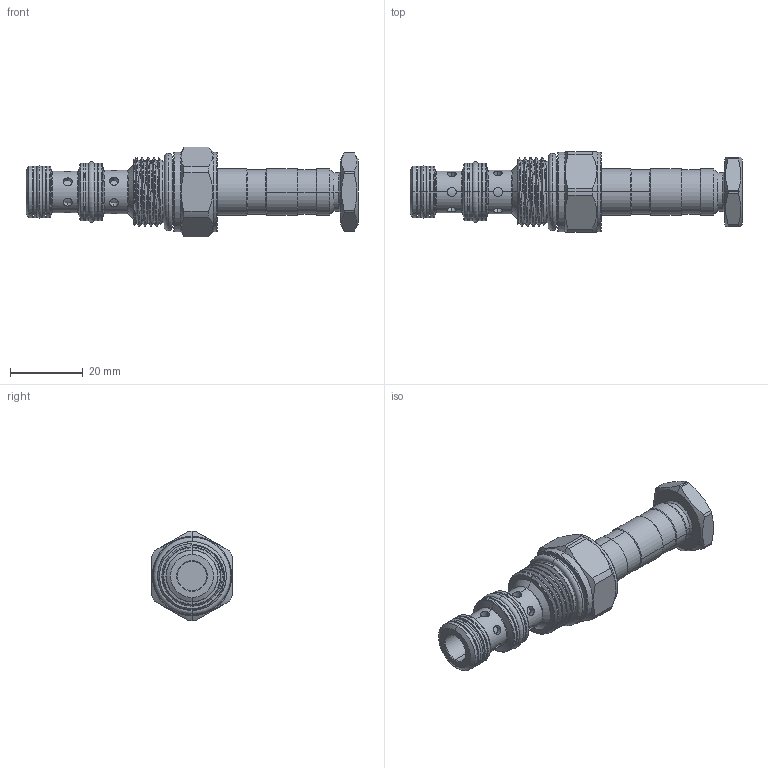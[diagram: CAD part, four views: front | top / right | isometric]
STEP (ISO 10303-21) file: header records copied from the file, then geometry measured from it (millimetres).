
FILE_DESCRIPTION (( 'STEP AP203' ), '1' );
FILE_NAME ('ES08W3H13N04.STEP', '2020-04-09T05:58:22', ( '' ), ( '' ), 'SwSTEP 2.0', 'SolidWorks 2018', '' );
FILE_SCHEMA (( 'CONFIG_CONTROL_DESIGN' ));
Length unit declared in the file: millimetre
Products named in the file (1): ES08W3H13N04
Bounding box: 91.19 x 22.22 x 24.65 mm (x, y, z)
Volume: 16799.4 mm3; surface area: 7849.5 mm2
Topology: 5 solids, 7 shells, 242 faces, 527 edges, 315 vertices
Faces by surface type: cylinder 113, torus 50, cone 41, plane 35, bspline 3
Entity records: 8620 total; most frequent: CARTESIAN_POINT 3267, DIRECTION 1170, ORIENTED_EDGE 1054, EDGE_CURVE 527, AXIS2_PLACEMENT_3D 505, VERTEX_POINT 315, EDGE_LOOP 270, CIRCLE 265
